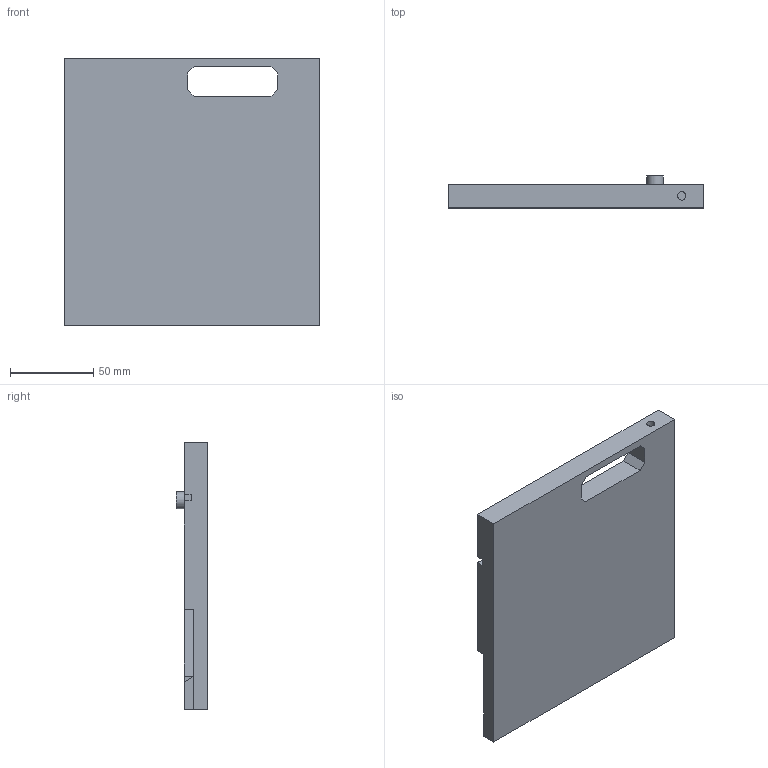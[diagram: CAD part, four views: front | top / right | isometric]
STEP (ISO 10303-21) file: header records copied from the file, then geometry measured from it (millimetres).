
FILE_DESCRIPTION(('FreeCAD Model'),'2;1');
FILE_NAME('Open CASCADE Shape Model','2025-06-23T20:20:26',(''),(''), 'Open CASCADE STEP processor 7.8','FreeCAD','Unknown');
FILE_SCHEMA(('AUTOMOTIVE_DESIGN { 1 0 10303 214 1 1 1 1 }'));
Length unit declared in the file: millimetre
Products named in the file (1): Pocket186
Bounding box: 153.25 x 19 x 160 mm (x, y, z)
Volume: 319381.9 mm3; surface area: 58910.8 mm2
Topology: 1 solids, 1 shells, 71 faces, 187 edges, 124 vertices
Faces by surface type: plane 35, extrusion 33, cylinder 3
Full cylindrical faces by diameter (mm): 5 x2, 10 x1
Entity records: 2627 total; most frequent: CARTESIAN_POINT 965, ORIENTED_EDGE 374, DIRECTION 238, EDGE_CURVE 187, VECTOR 148, VERTEX_POINT 124, LINE 115, B_SPLINE_CURVE_WITH_KNOTS 99
